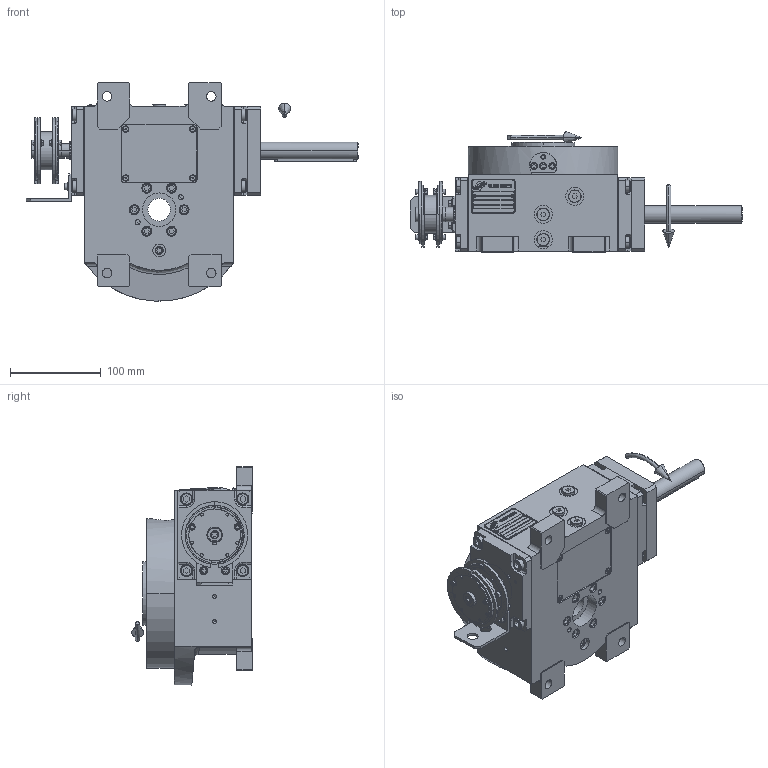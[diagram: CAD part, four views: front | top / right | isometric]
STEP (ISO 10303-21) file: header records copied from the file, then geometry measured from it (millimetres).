
FILE_DESCRIPTION (( 'STEP AP203' ), '1' );
FILE_NAME ('PC5200656.step', '2024-09-19T13:01:47', ( '' ), ( '' ), 'SwSTEP 2.0', 'SolidWorks 2020', '' );
FILE_SCHEMA (( 'CONFIG_CONTROL_DESIGN' ));
Length unit declared in the file: millimetre
Products named in the file (90): CFN2356_03_051.stp; rig04_004_s_002; CFN2223_01-390X6-B.stp; cfn2003_01_063; CFN2104_02_017.stp; AS_cfn2476_01_001_48x38; AS_rig04_004_s_001; cfn2000_01_129; cfn2000_01_147; CFN2000_01_185.stp; cfn2000_01_151; cfn2000_01_184; cfn2000_01_161; cfn2205_01_012; cfn2155_01_186; cfn2115_02_068; rig04_001_a_001; cfn2151_01_087; AS_rig04_015; olio_agip_blasia_150; cfn2115_02_213; PC5200656; rig04_014_s_001; AS_rig04_002_bl_011; cfn2128_04_011; 900_00_00_005; rig04_007_master; rig04_003_6; cfn2077_01_018; AS_900_38_30_003; cfn2155_01_038; rig04_004_s_001; cfn2107_01_001; AS_rig04_014_s_001; AS_rig04_004_s_002; rig04_002_bl_011; rig04_004; CFN2010_01_006.stp; AS_900_38_10_028; cfn2151_01_092 ...
Assembly tree (84 placements, depth 5):
  CFN2356_03_051.stp
  CFN2223_01-390X6-B.stp
  cfn2205_01_012
  cfn2151_01_087
  olio_agip_blasia_150
Bounding box: 366.5 x 133 x 240.94 mm (x, y, z)
Volume: 1499372.1 mm3; surface area: 485535.9 mm2
Topology: 85 solids, 85 shells, 2619 faces, 6345 edges, 4054 vertices
Faces by surface type: plane 1303, cylinder 826, cone 461, torus 22, sphere 6, bspline 1
Entity records: 85421 total; most frequent: CARTESIAN_POINT 16545, DIRECTION 12649, ORIENTED_EDGE 11984, EDGE_CURVE 5992, AXIS2_PLACEMENT_3D 4472, VERTEX_POINT 3873, LINE 3705, VECTOR 3705
